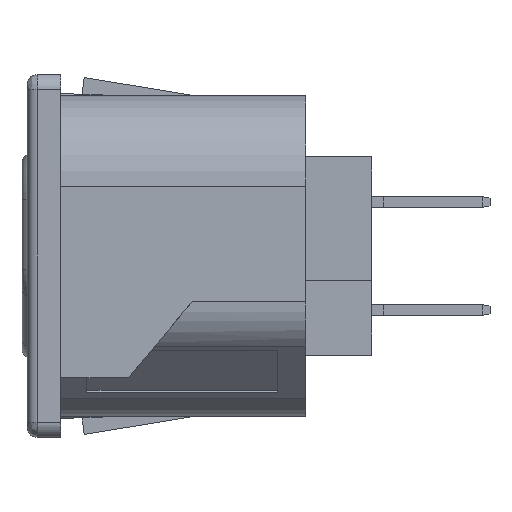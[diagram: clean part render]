
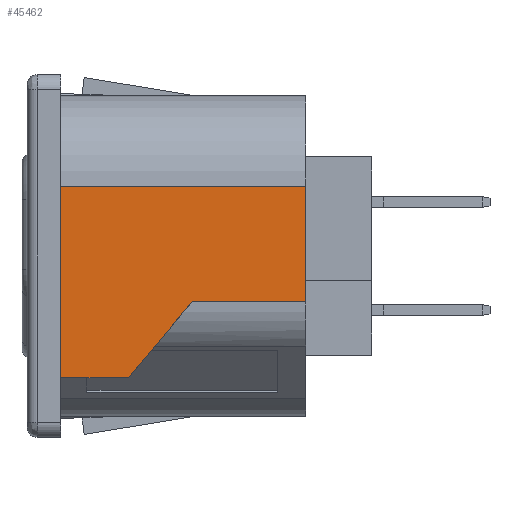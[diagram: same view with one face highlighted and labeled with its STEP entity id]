
A CAD part, left-side view. The second image highlights one B-rep face of the part: STEP entity #45462.
In plain terms, the highlighted planar face has unit normal (-1, 0, 0).
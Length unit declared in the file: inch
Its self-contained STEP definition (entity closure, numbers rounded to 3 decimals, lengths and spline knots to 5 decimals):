
#154 = VECTOR ( 'NONE', #19431, 39.37008 ) ;
#1418 = LINE ( 'NONE', #34570, #154 ) ;
#4059 = CARTESIAN_POINT ( 'NONE',  ( -0.62795, -0.20296, -0.36309 ) ) ;
#4742 = VERTEX_POINT ( 'NONE', #19426 ) ;
#5409 = CARTESIAN_POINT ( 'NONE',  ( -0.62795, -0.73268, -0.13671 ) ) ;
#5912 = CARTESIAN_POINT ( 'NONE',  ( -0.62795, -0.73268, 0.20787 ) ) ;
#5957 = EDGE_CURVE ( 'NONE', #24068, #31063, #45808, .T. ) ;
#6745 = DIRECTION ( 'NONE',  ( 0., 0.643, -0.766 ) ) ;
#6758 = CARTESIAN_POINT ( 'NONE',  ( -0.62795, -0.73268, -0.13671 ) ) ;
#6807 = ORIENTED_EDGE ( 'NONE', *, *, #9880, .F. ) ;
#8089 = ORIENTED_EDGE ( 'NONE', *, *, #36578, .F. ) ;
#8092 = LINE ( 'NONE', #22503, #21277 ) ;
#9603 = AXIS2_PLACEMENT_3D ( 'NONE', #21528, #36188, #38867 ) ;
#9880 = EDGE_CURVE ( 'NONE', #10983, #19008, #29567, .T. ) ;
#10483 = FACE_OUTER_BOUND ( 'NONE', #41847, .T. ) ;
#10983 = VERTEX_POINT ( 'NONE', #6758 ) ;
#10985 = DIRECTION ( 'NONE',  ( 0., 0., 1. ) ) ;
#12725 = EDGE_CURVE ( 'NONE', #16540, #4742, #1418, .T. ) ;
#13040 = VECTOR ( 'NONE', #44222, 39.37008 ) ;
#13987 = ORIENTED_EDGE ( 'NONE', *, *, #5957, .T. ) ;
#16540 = VERTEX_POINT ( 'NONE', #4059 ) ;
#19008 = VERTEX_POINT ( 'NONE', #27315 ) ;
#19426 = CARTESIAN_POINT ( 'NONE',  ( -0.62795, 0., -0.36309 ) ) ;
#19431 = DIRECTION ( 'NONE',  ( 0., 1., 0. ) ) ;
#19546 = ORIENTED_EDGE ( 'NONE', *, *, #32836, .F. ) ;
#21277 = VECTOR ( 'NONE', #10985, 39.37008 ) ;
#21528 = CARTESIAN_POINT ( 'NONE',  ( -0.62795, -0.73268, -0.13671 ) ) ;
#22503 = CARTESIAN_POINT ( 'NONE',  ( -0.62795, 0., -0.36309 ) ) ;
#24068 = VERTEX_POINT ( 'NONE', #25937 ) ;
#25937 = CARTESIAN_POINT ( 'NONE',  ( -0.62795, -0.73268, 0.20787 ) ) ;
#27315 = CARTESIAN_POINT ( 'NONE',  ( -0.62795, -0.39291, -0.13671 ) ) ;
#28251 = CARTESIAN_POINT ( 'NONE',  ( -0.62795, 0., 0.20787 ) ) ;
#28260 = DIRECTION ( 'NONE',  ( 0., 1., 0. ) ) ;
#28630 = CARTESIAN_POINT ( 'NONE',  ( -0.62795, -0.39291, -0.13671 ) ) ;
#29567 = LINE ( 'NONE', #32706, #13040 ) ;
#29854 = ORIENTED_EDGE ( 'NONE', *, *, #12725, .F. ) ;
#30892 = LINE ( 'NONE', #5409, #40287 ) ;
#31063 = VERTEX_POINT ( 'NONE', #28251 ) ;
#32706 = CARTESIAN_POINT ( 'NONE',  ( -0.62795, -0.73268, -0.13671 ) ) ;
#32836 = EDGE_CURVE ( 'NONE', #19008, #16540, #40386, .T. ) ;
#33782 = DIRECTION ( 'NONE',  ( 0., 0., 1. ) ) ;
#34570 = CARTESIAN_POINT ( 'NONE',  ( -0.62795, -0.20296, -0.36309 ) ) ;
#34574 = VECTOR ( 'NONE', #28260, 39.37008 ) ;
#36188 = DIRECTION ( 'NONE',  ( -1., 0., 0. ) ) ;
#36578 = EDGE_CURVE ( 'NONE', #4742, #31063, #8092, .T. ) ;
#38867 = DIRECTION ( 'NONE',  ( 0., 0., 1. ) ) ;
#39789 = VECTOR ( 'NONE', #6745, 39.37008 ) ;
#39794 = PLANE ( 'NONE',  #9603 ) ;
#40287 = VECTOR ( 'NONE', #33782, 39.37008 ) ;
#40386 = LINE ( 'NONE', #28630, #39789 ) ;
#40988 = ORIENTED_EDGE ( 'NONE', *, *, #45616, .T. ) ;
#41847 = EDGE_LOOP ( 'NONE', ( #40988, #13987, #8089, #29854, #19546, #6807 ) ) ;
#44222 = DIRECTION ( 'NONE',  ( 0., 1., 0. ) ) ;
#45462 = ADVANCED_FACE ( 'NONE', ( #10483 ), #39794, .T. ) ;
#45616 = EDGE_CURVE ( 'NONE', #10983, #24068, #30892, .T. ) ;
#45808 = LINE ( 'NONE', #5912, #34574 ) ;
